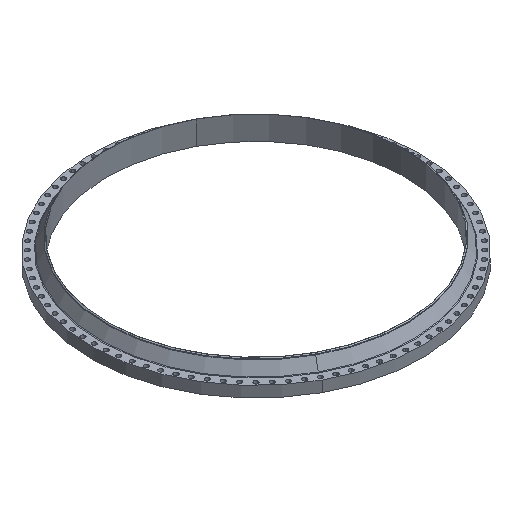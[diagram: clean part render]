
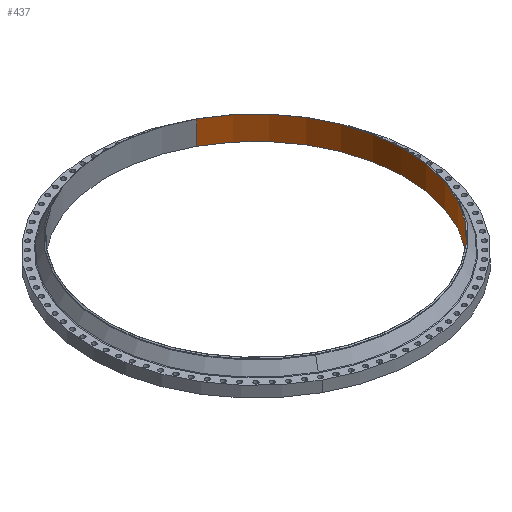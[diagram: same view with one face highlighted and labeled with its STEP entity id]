
A CAD part, isometric view. The second image highlights one B-rep face of the part: STEP entity #437.
In plain terms, the highlighted cylindrical face has radius 1209.67 mm (diameter 2419.35 mm), a partial arc.
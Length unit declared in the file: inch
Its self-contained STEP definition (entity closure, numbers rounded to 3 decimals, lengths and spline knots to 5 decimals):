
#387=AXIS2_PLACEMENT_3D('Circle Axis2P3D',#385,#386,$) ;
#398=AXIS2_PLACEMENT_3D('Cylinder Axis2P3D',#395,#396,#397) ;
#428=AXIS2_PLACEMENT_3D('Circle Axis2P3D',#426,#427,$) ;
#380=CARTESIAN_POINT('Vertex',(-22.83264,-41.79487,7.5)) ;
#382=CARTESIAN_POINT('Vertex',(22.83264,41.79487,7.5)) ;
#385=CARTESIAN_POINT('Axis2P3D Location',(0.,0.,7.5)) ;
#395=CARTESIAN_POINT('Axis2P3D Location',(0.,0.,3.76875)) ;
#400=CARTESIAN_POINT('Line Origine',(-22.83264,-41.79487,3.71875)) ;
#404=CARTESIAN_POINT('Vertex',(-22.83264,-41.79487,-0.0625)) ;
#411=CARTESIAN_POINT('Vertex',(22.83264,41.79487,-0.0625)) ;
#414=CARTESIAN_POINT('Line Origine',(22.83264,41.79487,3.71875)) ;
#426=CARTESIAN_POINT('Axis2P3D Location',(0.,0.,-0.0625)) ;
#386=DIRECTION('Axis2P3D Direction',(0.,-0.,-0.039)) ;
#396=DIRECTION('Axis2P3D Direction',(0.,0.,-0.039)) ;
#397=DIRECTION('Axis2P3D XDirection',(0.019,0.035,0.)) ;
#401=DIRECTION('Vector Direction',(0.,0.,-0.039)) ;
#415=DIRECTION('Vector Direction',(0.,0.,-0.039)) ;
#427=DIRECTION('Axis2P3D Direction',(0.,0.,-0.039)) ;
#402=VECTOR('Line Direction',#401,0.03937) ;
#416=VECTOR('Line Direction',#415,0.03937) ;
#432=ORIENTED_EDGE('',*,*,#418,.T.) ;
#433=ORIENTED_EDGE('',*,*,#430,.T.) ;
#434=ORIENTED_EDGE('',*,*,#406,.F.) ;
#435=ORIENTED_EDGE('',*,*,#389,.F.) ;
#437=ADVANCED_FACE('PartBody',(#436),#399,.F.) ;
#388=CIRCLE('generated circle',#387,47.625) ;
#429=CIRCLE('generated circle',#428,47.625) ;
#399=CYLINDRICAL_SURFACE('generated cylinder',#398,47.625) ;
#389=EDGE_CURVE('',#383,#381,#388,.T.) ;
#406=EDGE_CURVE('',#381,#405,#403,.T.) ;
#418=EDGE_CURVE('',#383,#412,#417,.T.) ;
#430=EDGE_CURVE('',#412,#405,#429,.T.) ;
#431=EDGE_LOOP('',(#432,#433,#434,#435)) ;
#436=FACE_OUTER_BOUND('',#431,.T.) ;
#403=LINE('Line',#400,#402) ;
#417=LINE('Line',#414,#416) ;
#381=VERTEX_POINT('',#380) ;
#383=VERTEX_POINT('',#382) ;
#405=VERTEX_POINT('',#404) ;
#412=VERTEX_POINT('',#411) ;
